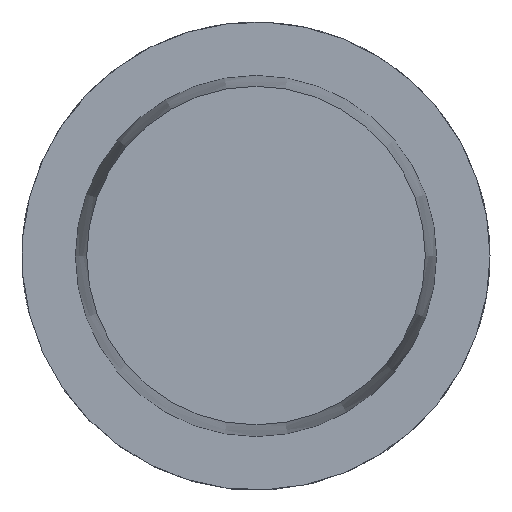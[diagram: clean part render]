
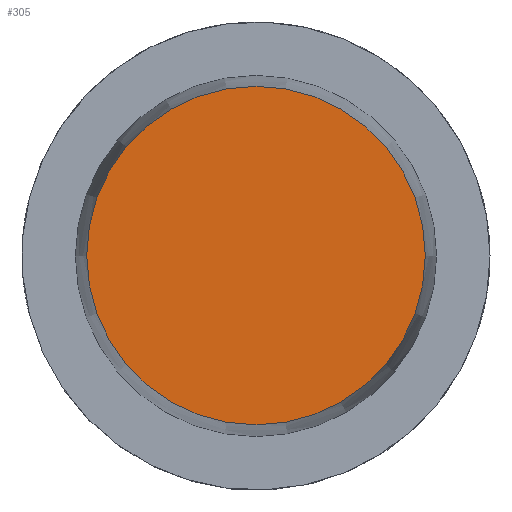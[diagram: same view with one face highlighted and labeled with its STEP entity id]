
A CAD part, top view. The second image highlights one B-rep face of the part: STEP entity #305.
In plain terms, the highlighted planar face has unit normal (0, 0, 1).
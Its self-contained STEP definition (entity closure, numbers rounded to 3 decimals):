
#224=FACE_OUTER_BOUND('',#383,.T.);
#260=PLANE('',#929);
#305=ADVANCED_FACE('',(#224),#260,.T.);
#383=EDGE_LOOP('',(#605));
#605=ORIENTED_EDGE('',*,*,#795,.F.);
#684=VERTEX_POINT('',#1461);
#795=EDGE_CURVE('',#684,#684,#828,.T.);
#828=CIRCLE('',#928,22.788);
#928=AXIS2_PLACEMENT_3D('',#1460,#1151,#1152);
#929=AXIS2_PLACEMENT_3D('',#1462,#1153,#1154);
#1151=DIRECTION('',(0.,0.,-1.));
#1152=DIRECTION('',(1.,0.,0.));
#1153=DIRECTION('',(0.,0.,1.));
#1154=DIRECTION('',(1.,0.,0.));
#1460=CARTESIAN_POINT('',(0.,0.,32.));
#1461=CARTESIAN_POINT('',(22.788,0.,32.));
#1462=CARTESIAN_POINT('',(0.,0.,32.));
